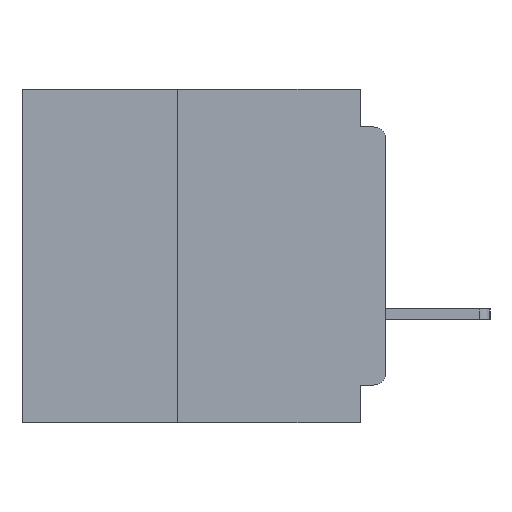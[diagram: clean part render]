
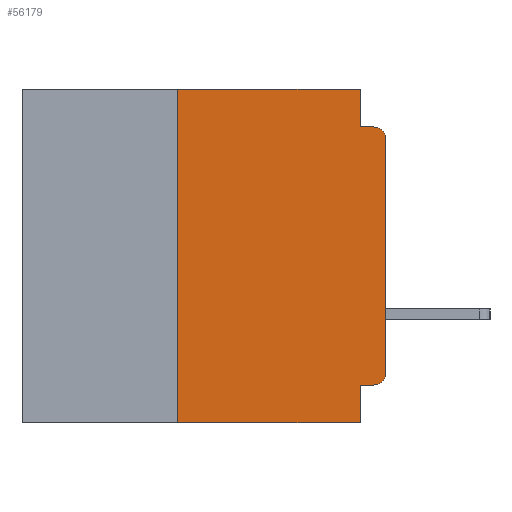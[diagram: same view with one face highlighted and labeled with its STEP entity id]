
A CAD part, left-side view. The second image highlights one B-rep face of the part: STEP entity #56179.
In plain terms, the highlighted planar face has unit normal (-1, 0, 0).
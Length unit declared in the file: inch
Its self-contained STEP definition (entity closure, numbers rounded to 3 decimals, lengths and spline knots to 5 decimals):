
#32 = DIRECTION ( 'NONE',  ( 0., 0., -1. ) ) ;
#144 = DIRECTION ( 'NONE',  ( 1., 0., 0. ) ) ;
#269 = CARTESIAN_POINT ( 'NONE',  ( 0., 0.437, -0.4 ) ) ;
#794 = DIRECTION ( 'NONE',  ( -1., 0., 0. ) ) ;
#1145 = DIRECTION ( 'NONE',  ( 0., 0., -1. ) ) ;
#1283 = DIRECTION ( 'NONE',  ( 0., -1., 0. ) ) ;
#1345 = CARTESIAN_POINT ( 'NONE',  ( 0., 0.015, -0.355 ) ) ;
#4089 = ORIENTED_EDGE ( 'NONE', *, *, #6935, .T. ) ;
#4627 = FACE_OUTER_BOUND ( 'NONE', #49925, .T. ) ;
#4687 = VECTOR ( 'NONE', #8046, 39.37008 ) ;
#4693 = CARTESIAN_POINT ( 'NONE',  ( 0., 0.25, 0. ) ) ;
#5209 = CARTESIAN_POINT ( 'NONE',  ( 0., 0., -0.355 ) ) ;
#6392 = VECTOR ( 'NONE', #13223, 39.37008 ) ;
#6804 = DIRECTION ( 'NONE',  ( 0., -1., 0. ) ) ;
#6935 = EDGE_CURVE ( 'NONE', #55996, #32690, #61500, .T. ) ;
#7173 = VECTOR ( 'NONE', #1283, 39.37008 ) ;
#7735 = AXIS2_PLACEMENT_3D ( 'NONE', #64406, #33000, #1145 ) ;
#8046 = DIRECTION ( 'NONE',  ( 0., 0., 1. ) ) ;
#9049 = DIRECTION ( 'NONE',  ( 0., 0., -1. ) ) ;
#12051 = EDGE_CURVE ( 'NONE', #33282, #32690, #37993, .T. ) ;
#12559 = EDGE_CURVE ( 'NONE', #30608, #27565, #34614, .T. ) ;
#12594 = EDGE_CURVE ( 'NONE', #55996, #20166, #60870, .T. ) ;
#13223 = DIRECTION ( 'NONE',  ( 0., 0., 1. ) ) ;
#14939 = CARTESIAN_POINT ( 'NONE',  ( 0., 0.25, -0.4 ) ) ;
#17776 = EDGE_CURVE ( 'NONE', #34638, #21273, #63253, .T. ) ;
#18183 = VERTEX_POINT ( 'NONE', #67684 ) ;
#19038 = AXIS2_PLACEMENT_3D ( 'NONE', #26740, #144, #37324 ) ;
#19466 = VECTOR ( 'NONE', #42321, 39.37008 ) ;
#19993 = CARTESIAN_POINT ( 'NONE',  ( 0., 0., -0.34 ) ) ;
#20166 = VERTEX_POINT ( 'NONE', #4693 ) ;
#20472 = CARTESIAN_POINT ( 'NONE',  ( 0., 0.015, -0.045 ) ) ;
#21273 = VERTEX_POINT ( 'NONE', #20472 ) ;
#21488 = EDGE_CURVE ( 'NONE', #63648, #30608, #64450, .T. ) ;
#24004 = VECTOR ( 'NONE', #9049, 39.37008 ) ;
#24934 = CARTESIAN_POINT ( 'NONE',  ( 0., 0.031, -0.4 ) ) ;
#25323 = ORIENTED_EDGE ( 'NONE', *, *, #17776, .F. ) ;
#26740 = CARTESIAN_POINT ( 'NONE',  ( 0., 0.437, 0. ) ) ;
#27565 = VERTEX_POINT ( 'NONE', #64683 ) ;
#29017 = VECTOR ( 'NONE', #32, 39.37008 ) ;
#30608 = VERTEX_POINT ( 'NONE', #19993 ) ;
#31873 = CARTESIAN_POINT ( 'NONE',  ( 0., 0.031, 0. ) ) ;
#32634 = CARTESIAN_POINT ( 'NONE',  ( 0., 0.015, -0.34 ) ) ;
#32690 = VERTEX_POINT ( 'NONE', #36806 ) ;
#33000 = DIRECTION ( 'NONE',  ( -1., 0., 0. ) ) ;
#33006 = CARTESIAN_POINT ( 'NONE',  ( 0., 0.031, -0.045 ) ) ;
#33282 = VERTEX_POINT ( 'NONE', #57604 ) ;
#33574 = VECTOR ( 'NONE', #42741, 39.37008 ) ;
#34614 = LINE ( 'NONE', #50053, #6392 ) ;
#34638 = VERTEX_POINT ( 'NONE', #33006 ) ;
#36258 = EDGE_CURVE ( 'NONE', #18183, #34638, #67579, .T. ) ;
#36787 = ORIENTED_EDGE ( 'NONE', *, *, #36258, .F. ) ;
#36806 = CARTESIAN_POINT ( 'NONE',  ( 0., 0.031, -0.4 ) ) ;
#37324 = DIRECTION ( 'NONE',  ( 0., 0., -1. ) ) ;
#37960 = DIRECTION ( 'NONE',  ( 0., 0., -1. ) ) ;
#37993 = LINE ( 'NONE', #24934, #24004 ) ;
#39302 = ORIENTED_EDGE ( 'NONE', *, *, #12559, .T. ) ;
#39800 = CARTESIAN_POINT ( 'NONE',  ( 0., 0.25, -0.4 ) ) ;
#40248 = LINE ( 'NONE', #54322, #64768 ) ;
#42321 = DIRECTION ( 'NONE',  ( 0., 1., 0. ) ) ;
#42741 = DIRECTION ( 'NONE',  ( 0., -1., 0. ) ) ;
#44991 = ORIENTED_EDGE ( 'NONE', *, *, #61633, .F. ) ;
#47460 = ORIENTED_EDGE ( 'NONE', *, *, #12051, .F. ) ;
#49925 = EDGE_LOOP ( 'NONE', ( #39302, #66415, #25323, #36787, #44991, #50790, #4089, #47460, #53213, #53355 ) ) ;
#50053 = CARTESIAN_POINT ( 'NONE',  ( 0., 0., 0. ) ) ;
#50790 = ORIENTED_EDGE ( 'NONE', *, *, #12594, .F. ) ;
#52331 = EDGE_CURVE ( 'NONE', #63648, #33282, #59739, .T. ) ;
#53213 = ORIENTED_EDGE ( 'NONE', *, *, #52331, .F. ) ;
#53355 = ORIENTED_EDGE ( 'NONE', *, *, #21488, .T. ) ;
#54322 = CARTESIAN_POINT ( 'NONE',  ( 0., 0.437, 0. ) ) ;
#55996 = VERTEX_POINT ( 'NONE', #14939 ) ;
#56179 = ADVANCED_FACE ( 'NONE', ( #4627 ), #63416, .F. ) ;
#57604 = CARTESIAN_POINT ( 'NONE',  ( 0., 0.031, -0.355 ) ) ;
#59290 = CARTESIAN_POINT ( 'NONE',  ( 0., 0., -0.045 ) ) ;
#59739 = LINE ( 'NONE', #5209, #19466 ) ;
#60870 = LINE ( 'NONE', #39800, #4687 ) ;
#61500 = LINE ( 'NONE', #269, #33574 ) ;
#61633 = EDGE_CURVE ( 'NONE', #20166, #18183, #40248, .T. ) ;
#61684 = CIRCLE ( 'NONE', #7735, 0.015 ) ;
#63253 = LINE ( 'NONE', #59290, #7173 ) ;
#63416 = PLANE ( 'NONE',  #19038 ) ;
#63648 = VERTEX_POINT ( 'NONE', #1345 ) ;
#64406 = CARTESIAN_POINT ( 'NONE',  ( 0., 0.015, -0.06 ) ) ;
#64450 = CIRCLE ( 'NONE', #64584, 0.015 ) ;
#64584 = AXIS2_PLACEMENT_3D ( 'NONE', #32634, #794, #37960 ) ;
#64683 = CARTESIAN_POINT ( 'NONE',  ( 0., 0., -0.06 ) ) ;
#64768 = VECTOR ( 'NONE', #6804, 39.37008 ) ;
#66415 = ORIENTED_EDGE ( 'NONE', *, *, #68084, .T. ) ;
#67579 = LINE ( 'NONE', #31873, #29017 ) ;
#67684 = CARTESIAN_POINT ( 'NONE',  ( 0., 0.031, 0. ) ) ;
#68084 = EDGE_CURVE ( 'NONE', #27565, #21273, #61684, .T. ) ;
